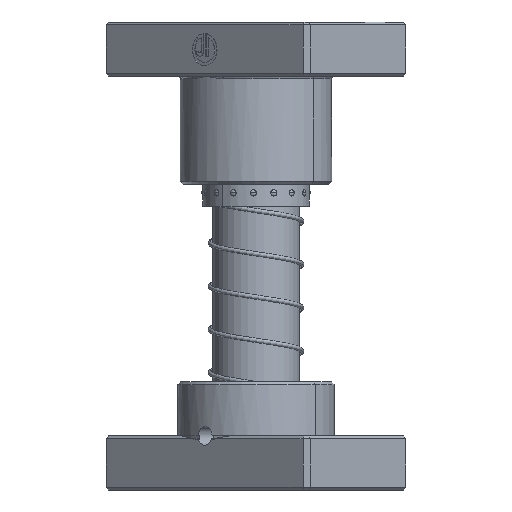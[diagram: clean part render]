
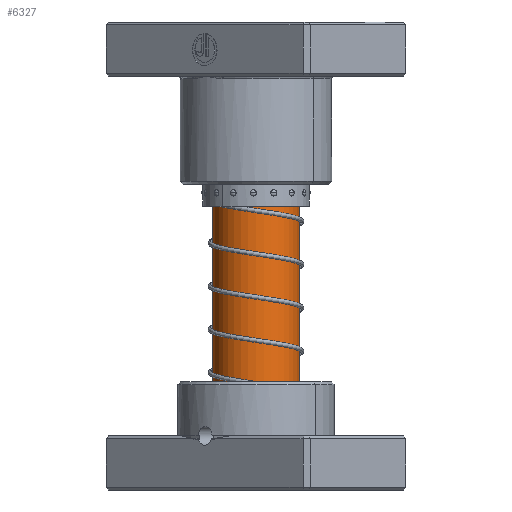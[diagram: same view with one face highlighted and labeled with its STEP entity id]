
A CAD part, front view. The second image highlights one B-rep face of the part: STEP entity #6327.
In plain terms, the highlighted cylindrical face has radius 16 mm (diameter 32 mm), a partial arc.
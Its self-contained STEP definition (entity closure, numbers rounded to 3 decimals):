
#125 = VERTEX_POINT ( 'NONE', #35545 ) ;
#525 = VECTOR ( 'NONE', #18206, 1000. ) ;
#696 = FACE_OUTER_BOUND ( 'NONE', #15714, .T. ) ;
#2044 = ORIENTED_EDGE ( 'NONE', *, *, #18742, .F. ) ;
#2209 = VECTOR ( 'NONE', #15541, 1000. ) ;
#2656 = CARTESIAN_POINT ( 'NONE',  ( 16., 0., 140. ) ) ;
#2878 = AXIS2_PLACEMENT_3D ( 'NONE', #13076, #34828, #16204 ) ;
#6327 = ADVANCED_FACE ( 'NONE', ( #696 ), #24396, .T. ) ;
#9876 = CARTESIAN_POINT ( 'NONE',  ( 16., 0., 24.25 ) ) ;
#9908 = ORIENTED_EDGE ( 'NONE', *, *, #35041, .T. ) ;
#10027 = CIRCLE ( 'NONE', #34374, 16. ) ;
#10384 = LINE ( 'NONE', #27757, #2209 ) ;
#12450 = ORIENTED_EDGE ( 'NONE', *, *, #13673, .T. ) ;
#12970 = DIRECTION ( 'NONE',  ( 0., 0., -1. ) ) ;
#13076 = CARTESIAN_POINT ( 'NONE',  ( 0., 0., 24.25 ) ) ;
#13610 = CIRCLE ( 'NONE', #2878, 16. ) ;
#13673 = EDGE_CURVE ( 'NONE', #125, #31155, #10384, .T. ) ;
#15541 = DIRECTION ( 'NONE',  ( 0., 0., -1. ) ) ;
#15714 = EDGE_LOOP ( 'NONE', ( #18805, #9908, #12450, #2044 ) ) ;
#15786 = DIRECTION ( 'NONE',  ( -1., 0., 0. ) ) ;
#16204 = DIRECTION ( 'NONE',  ( -1., 0., 0. ) ) ;
#18206 = DIRECTION ( 'NONE',  ( 0., 0., -1. ) ) ;
#18742 = EDGE_CURVE ( 'NONE', #20630, #31155, #13610, .T. ) ;
#18805 = ORIENTED_EDGE ( 'NONE', *, *, #38802, .F. ) ;
#19174 = DIRECTION ( 'NONE',  ( 0., 0., -1. ) ) ;
#20630 = VERTEX_POINT ( 'NONE', #9876 ) ;
#22019 = CARTESIAN_POINT ( 'NONE',  ( 0., 0., 140. ) ) ;
#23959 = AXIS2_PLACEMENT_3D ( 'NONE', #22019, #19174, #15786 ) ;
#24396 = CYLINDRICAL_SURFACE ( 'NONE', #23959, 16. ) ;
#25210 = LINE ( 'NONE', #2656, #525 ) ;
#27757 = CARTESIAN_POINT ( 'NONE',  ( -16., 0., 140. ) ) ;
#31155 = VERTEX_POINT ( 'NONE', #32652 ) ;
#31603 = CARTESIAN_POINT ( 'NONE',  ( 0., 0., 137. ) ) ;
#32652 = CARTESIAN_POINT ( 'NONE',  ( -16., 0., 24.25 ) ) ;
#32716 = VERTEX_POINT ( 'NONE', #37734 ) ;
#34374 = AXIS2_PLACEMENT_3D ( 'NONE', #31603, #12970, #34728 ) ;
#34728 = DIRECTION ( 'NONE',  ( 1., 0., 0. ) ) ;
#34828 = DIRECTION ( 'NONE',  ( 0., 0., -1. ) ) ;
#35041 = EDGE_CURVE ( 'NONE', #32716, #125, #10027, .T. ) ;
#35545 = CARTESIAN_POINT ( 'NONE',  ( -16., 0., 137. ) ) ;
#37734 = CARTESIAN_POINT ( 'NONE',  ( 16., 0., 137. ) ) ;
#38802 = EDGE_CURVE ( 'NONE', #32716, #20630, #25210, .T. ) ;
